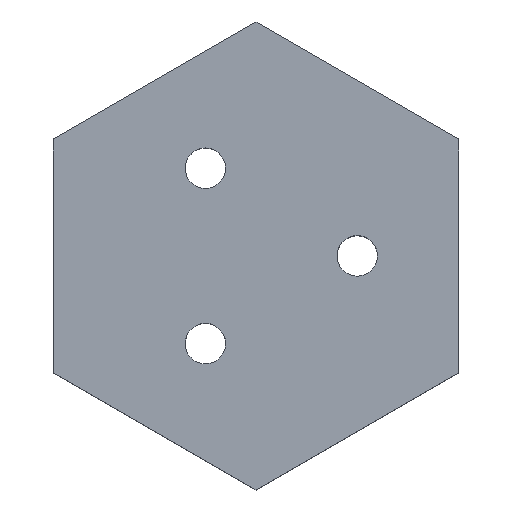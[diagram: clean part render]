
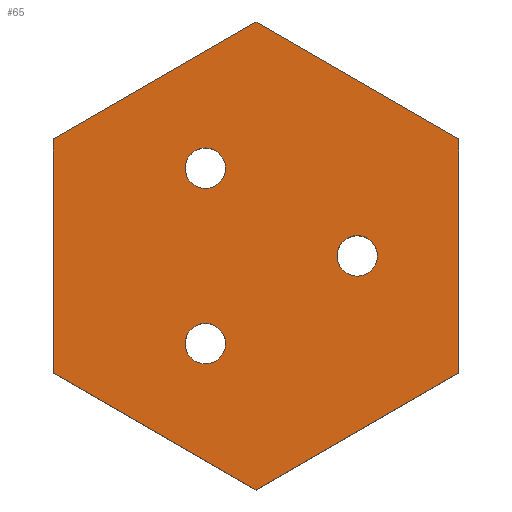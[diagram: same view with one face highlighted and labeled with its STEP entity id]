
A CAD part, top view. The second image highlights one B-rep face of the part: STEP entity #65.
In plain terms, the highlighted planar face has unit normal (0, 0, 1).
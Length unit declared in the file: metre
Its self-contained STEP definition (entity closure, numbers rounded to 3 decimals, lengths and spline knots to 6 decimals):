
#65=ADVANCED_FACE('1:4453',(#127,#128,#129,#130),#131,.T.);
#127=FACE_BOUND('',#183,.T.);
#128=FACE_BOUND('',#184,.T.);
#129=FACE_BOUND('',#185,.T.);
#130=FACE_OUTER_BOUND('',#186,.T.);
#131=PLANE('',#187);
#183=EDGE_LOOP('',(#303,#304));
#184=EDGE_LOOP('',(#305,#306));
#185=EDGE_LOOP('',(#307,#308));
#186=EDGE_LOOP('',(#309,#310,#311,#312,#313,#314));
#187=AXIS2_PLACEMENT_3D('',#315,#316,#317);
#303=ORIENTED_EDGE('',*,*,#366,.T.);
#304=ORIENTED_EDGE('',*,*,#321,.T.);
#305=ORIENTED_EDGE('',*,*,#363,.T.);
#306=ORIENTED_EDGE('',*,*,#326,.T.);
#307=ORIENTED_EDGE('',*,*,#360,.T.);
#308=ORIENTED_EDGE('',*,*,#331,.T.);
#309=ORIENTED_EDGE('',*,*,#357,.T.);
#310=ORIENTED_EDGE('',*,*,#337,.T.);
#311=ORIENTED_EDGE('',*,*,#342,.T.);
#312=ORIENTED_EDGE('',*,*,#346,.T.);
#313=ORIENTED_EDGE('',*,*,#350,.T.);
#314=ORIENTED_EDGE('',*,*,#354,.T.);
#315=CARTESIAN_POINT('',(0.,0.,0.18));
#316=DIRECTION('',(0.0,-0.0,1.0));
#317=DIRECTION('',(1.0,0.,0.0));
#321=EDGE_CURVE('',#374,#371,#375,.T.);
#326=EDGE_CURVE('',#383,#380,#384,.T.);
#331=EDGE_CURVE('',#392,#389,#393,.T.);
#337=EDGE_CURVE('1:4462',#403,#401,#404,.T.);
#342=EDGE_CURVE('1:4474',#401,#409,#411,.T.);
#346=EDGE_CURVE('1:4483',#409,#415,#417,.T.);
#350=EDGE_CURVE('1:4492',#415,#421,#423,.T.);
#354=EDGE_CURVE('1:4501',#421,#427,#429,.T.);
#357=EDGE_CURVE('1:4507',#427,#403,#432,.T.);
#360=EDGE_CURVE('1:4513',#389,#392,#435,.T.);
#363=EDGE_CURVE('1:4519',#380,#383,#438,.T.);
#366=EDGE_CURVE('1:4525',#371,#374,#441,.T.);
#371=VERTEX_POINT('',#446);
#374=VERTEX_POINT('',#450);
#375=CIRCLE('',#451,0.002);
#380=VERTEX_POINT('',#457);
#383=VERTEX_POINT('',#461);
#384=CIRCLE('',#462,0.002);
#389=VERTEX_POINT('',#468);
#392=VERTEX_POINT('',#472);
#393=CIRCLE('',#473,0.002);
#401=VERTEX_POINT('',#483);
#403=VERTEX_POINT('',#486);
#404=LINE('',#487,#488);
#409=VERTEX_POINT('',#495);
#411=LINE('',#498,#499);
#415=VERTEX_POINT('',#504);
#417=LINE('',#507,#508);
#421=VERTEX_POINT('',#513);
#423=LINE('',#516,#517);
#427=VERTEX_POINT('',#522);
#429=LINE('',#525,#526);
#432=LINE('',#530,#531);
#435=CIRCLE('',#534,0.002);
#438=CIRCLE('',#537,0.002);
#441=CIRCLE('',#540,0.002);
#446=CARTESIAN_POINT('',(-0.003,-0.00866,0.18));
#450=CARTESIAN_POINT('',(-0.007,-0.00866,0.18));
#451=AXIS2_PLACEMENT_3D('',#545,#546,#547);
#457=CARTESIAN_POINT('',(0.012,0.,0.18));
#461=CARTESIAN_POINT('',(0.008,0.,0.18));
#462=AXIS2_PLACEMENT_3D('',#553,#554,#555);
#468=CARTESIAN_POINT('',(-0.003,0.00866,0.18));
#472=CARTESIAN_POINT('',(-0.007,0.00866,0.18));
#473=AXIS2_PLACEMENT_3D('',#561,#562,#563);
#483=CARTESIAN_POINT('',(0.,0.023094,0.18));
#486=CARTESIAN_POINT('',(0.02,0.011547,0.18));
#487=CARTESIAN_POINT('',(0.02,0.011547,0.18));
#488=VECTOR('',#570,1.0);
#495=CARTESIAN_POINT('',(-0.02,0.011547,0.18));
#498=CARTESIAN_POINT('',(0.,0.023094,0.18));
#499=VECTOR('',#574,1.0);
#504=CARTESIAN_POINT('',(-0.02,-0.011547,0.18));
#507=CARTESIAN_POINT('',(-0.02,0.011547,0.18));
#508=VECTOR('',#577,1.0);
#513=CARTESIAN_POINT('',(0.,-0.023094,0.18));
#516=CARTESIAN_POINT('',(-0.02,-0.011547,0.18));
#517=VECTOR('',#580,1.0);
#522=CARTESIAN_POINT('',(0.02,-0.011547,0.18));
#525=CARTESIAN_POINT('',(0.,-0.023094,0.18));
#526=VECTOR('',#583,1.0);
#530=CARTESIAN_POINT('',(0.02,-0.011547,0.18));
#531=VECTOR('',#585,1.0);
#534=AXIS2_PLACEMENT_3D('',#589,#590,#591);
#537=AXIS2_PLACEMENT_3D('',#595,#596,#597);
#540=AXIS2_PLACEMENT_3D('',#601,#602,#603);
#545=CARTESIAN_POINT('',(-0.005,-0.00866,0.18));
#546=DIRECTION('',(0.0,0.0,-1.0));
#547=DIRECTION('',(1.0,0.0,0.0));
#553=CARTESIAN_POINT('',(0.01,0.,0.18));
#554=DIRECTION('',(0.0,0.0,-1.0));
#555=DIRECTION('',(1.0,0.0,0.0));
#561=CARTESIAN_POINT('',(-0.005,0.00866,0.18));
#562=DIRECTION('',(0.0,0.0,-1.0));
#563=DIRECTION('',(1.0,0.0,0.0));
#570=DIRECTION('',(-0.866,0.5,0.0));
#574=DIRECTION('',(-0.866,-0.5,0.0));
#577=DIRECTION('',(0.,-1.0,0.0));
#580=DIRECTION('',(0.866,-0.5,0.0));
#583=DIRECTION('',(0.866,0.5,0.0));
#585=DIRECTION('',(0.,1.0,0.0));
#589=CARTESIAN_POINT('',(-0.005,0.00866,0.18));
#590=DIRECTION('',(0.0,0.0,-1.0));
#591=DIRECTION('',(1.0,0.0,0.0));
#595=CARTESIAN_POINT('',(0.01,0.,0.18));
#596=DIRECTION('',(0.0,0.0,-1.0));
#597=DIRECTION('',(1.0,0.0,0.0));
#601=CARTESIAN_POINT('',(-0.005,-0.00866,0.18));
#602=DIRECTION('',(0.0,0.0,-1.0));
#603=DIRECTION('',(1.0,0.0,0.0));
